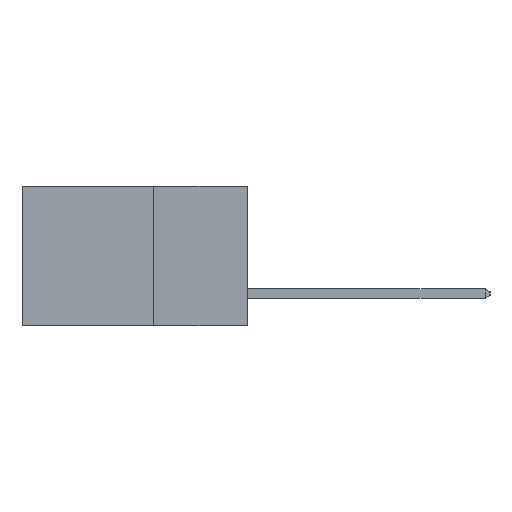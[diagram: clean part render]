
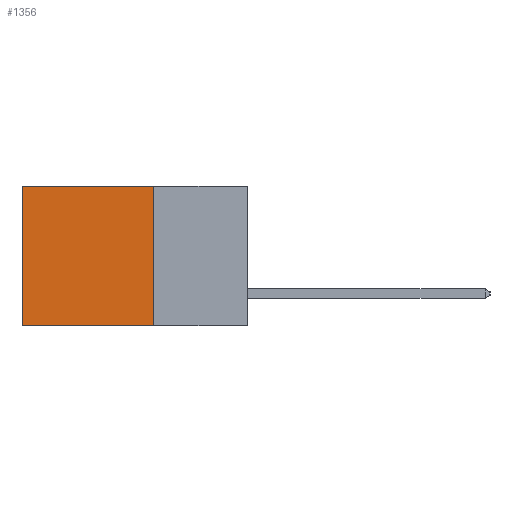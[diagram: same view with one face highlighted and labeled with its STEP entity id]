
A CAD part, left-side view. The second image highlights one B-rep face of the part: STEP entity #1356.
In plain terms, the highlighted planar face has unit normal (-1, 0, 0).
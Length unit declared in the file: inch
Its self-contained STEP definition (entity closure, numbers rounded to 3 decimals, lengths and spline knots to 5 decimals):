
#265 = CARTESIAN_POINT ( 'NONE',  ( 0.298, 0.25, -0.37 ) ) ;
#373 = DIRECTION ( 'NONE',  ( 0., 1., 0. ) ) ;
#682 = DIRECTION ( 'NONE',  ( 0., 0., -1. ) ) ;
#1356 = ADVANCED_FACE ( 'NONE', ( #3920 ), #14825, .F. ) ;
#1511 = CARTESIAN_POINT ( 'NONE',  ( 0.298, 0.25, 0. ) ) ;
#1785 = CARTESIAN_POINT ( 'NONE',  ( 0.298, 0.25, -0.37 ) ) ;
#1961 = VECTOR ( 'NONE', #682, 39.37008 ) ;
#2155 = AXIS2_PLACEMENT_3D ( 'NONE', #9887, #14932, #14902 ) ;
#2593 = DIRECTION ( 'NONE',  ( 0., 1., 0. ) ) ;
#3471 = ORIENTED_EDGE ( 'NONE', *, *, #8969, .F. ) ;
#3920 = FACE_OUTER_BOUND ( 'NONE', #14531, .T. ) ;
#5451 = CARTESIAN_POINT ( 'NONE',  ( 0.298, 0.6, 0. ) ) ;
#6430 = EDGE_CURVE ( 'NONE', #17103, #16668, #7091, .T. ) ;
#7091 = LINE ( 'NONE', #17677, #1961 ) ;
#7538 = ORIENTED_EDGE ( 'NONE', *, *, #16677, .T. ) ;
#7646 = ORIENTED_EDGE ( 'NONE', *, *, #6430, .T. ) ;
#8969 = EDGE_CURVE ( 'NONE', #19777, #16668, #21674, .T. ) ;
#9887 = CARTESIAN_POINT ( 'NONE',  ( 0.298, 0.25, 0. ) ) ;
#11197 = CARTESIAN_POINT ( 'NONE',  ( 0.298, 0.25, 0. ) ) ;
#11976 = DIRECTION ( 'NONE',  ( 0., 0., -1. ) ) ;
#12696 = LINE ( 'NONE', #18557, #21031 ) ;
#12825 = VECTOR ( 'NONE', #373, 39.37008 ) ;
#13511 = VECTOR ( 'NONE', #2593, 39.37008 ) ;
#13918 = ORIENTED_EDGE ( 'NONE', *, *, #18374, .F. ) ;
#14531 = EDGE_LOOP ( 'NONE', ( #7646, #3471, #13918, #7538 ) ) ;
#14825 = PLANE ( 'NONE',  #2155 ) ;
#14902 = DIRECTION ( 'NONE',  ( 0., 0., -1. ) ) ;
#14932 = DIRECTION ( 'NONE',  ( 1., 0., 0. ) ) ;
#15640 = VERTEX_POINT ( 'NONE', #1511 ) ;
#16668 = VERTEX_POINT ( 'NONE', #21189 ) ;
#16677 = EDGE_CURVE ( 'NONE', #15640, #17103, #17892, .T. ) ;
#17103 = VERTEX_POINT ( 'NONE', #5451 ) ;
#17677 = CARTESIAN_POINT ( 'NONE',  ( 0.298, 0.6, 0. ) ) ;
#17892 = LINE ( 'NONE', #11197, #13511 ) ;
#18374 = EDGE_CURVE ( 'NONE', #15640, #19777, #12696, .T. ) ;
#18557 = CARTESIAN_POINT ( 'NONE',  ( 0.298, 0.25, 0. ) ) ;
#19777 = VERTEX_POINT ( 'NONE', #1785 ) ;
#21031 = VECTOR ( 'NONE', #11976, 39.37008 ) ;
#21189 = CARTESIAN_POINT ( 'NONE',  ( 0.298, 0.6, -0.37 ) ) ;
#21674 = LINE ( 'NONE', #265, #12825 ) ;
